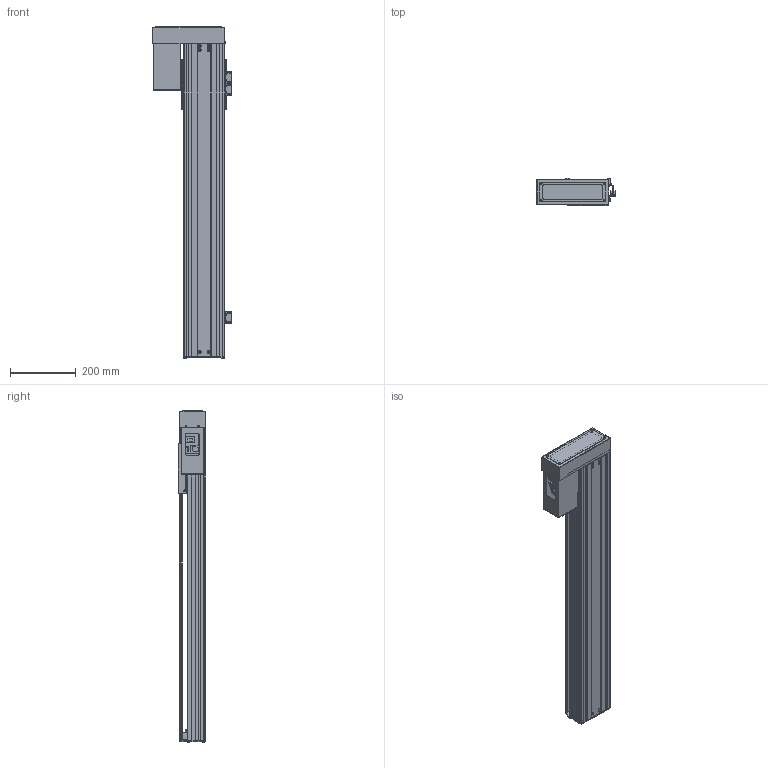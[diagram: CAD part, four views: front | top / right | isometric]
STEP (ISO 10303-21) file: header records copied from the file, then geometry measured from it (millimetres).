
FILE_DESCRIPTION (( 'STEP AP203' ), '1' );
FILE_NAME ('HR120-XX1-PL-700-XX-SR-OF.STEP', '2020-07-30T23:39:50', ( '彌營遵' ), ( '' ), 'SwSTEP 2.0', 'SolidWorks 2013', '' );
FILE_SCHEMA (( 'CONFIG_CONTROL_DESIGN' ));
Length unit declared in the file: millimetre
Products named in the file (31): SNESOR DOG 120; HR120 X,Y BASE P-700_1; 渠蘆 犒餌LM RAIL(SR15W)1; HR120諫撩FRONT PLATE COVER(L)(X,Y); HR奢辨 SENSOR BRK; HR120(譆謙)諫撩15-block_ル遽; 措莫 汗荤HR120(弥辆)肯己15-block1_钎霖; HR120FRONT PLATE(L)(X,Y); EE-SX-674_ル遽; HR120(譆謙)諫撩BH雖雖_ル遽; socket head cap screw_ks_KS 1003 - M4 x 10 x 10-N; HR120MOTOR COVER C(X,Y); socket head cap screw_ks_KS 1003 - M3 x 5 x 5-N; LM RAIL(SR15W); HR120(譆謙)諫撩CARRIER_ル遽; spring lock washer_ks_KS 1324 - M3; HR120MOTOR COVER(X,Y); socket head cap screw_ks_KS 1003 - M3 x 10 x 10-N; HR120(弥辆)肯己cover125(函版馆措率)_钎霖; hg-kr23_; HR120諫撩煽溺唯衛璽(X,Y); SENSOR_1; HRballnut; HR120-XX1-PL-700-XX-SR-OF; pan cross head_ks_KS 1023 PC- M3 x 5-N; SENSOR_2; HRbearing cap; FRONT PLATE ASSY; HR120諫撩煽溺BH(X,Y)_ル遽; HRdamper; HR120(譆謙)諫撩UPPER COVER(P)-700_1
Assembly tree (63 placements, depth 3):
  HR120-XX1-PL-700-XX-SR-OF
    HR120 X,Y BASE P-700_1
    HR120(譆謙)諫撩15-block_ル遽  x2
    HR120(譆謙)諫撩BH雖雖_ル遽
    HR120(譆謙)諫撩CARRIER_ル遽
    HR120(弥辆)肯己cover125(函版馆措率)_钎霖
    HRballnut
    HRbearing cap
    HRdamper  x2
    SNESOR DOG 120
    SENSOR_1  x2
      HR奢辨 SENSOR BRK
      EE-SX-674_ル遽
      socket head cap screw_ks_KS 1003 - M3 x 5 x 5-N
      socket head cap screw_ks_KS 1003 - M3 x 10 x 10-N
    SENSOR_2
      HR奢辨 SENSOR BRK
      EE-SX-674_ル遽
      socket head cap screw_ks_KS 1003 - M3 x 5 x 5-N  x2
      socket head cap screw_ks_KS 1003 - M3 x 10 x 10-N  x2
    HR120諫撩煽溺BH(X,Y)_ル遽
    LM RAIL(SR15W)
    FRONT PLATE ASSY
      HR120諫撩FRONT PLATE COVER(L)(X,Y)
      HR120FRONT PLATE(L)(X,Y)
      HR120MOTOR COVER C(X,Y)
      HR120MOTOR COVER(X,Y)
      HR120諫撩煽溺唯衛璽(X,Y)
      pan cross head_ks_KS 1023 PC- M3 x 5-N  x12
    HR120(譆謙)諫撩UPPER COVER(P)-700_1
    渠蘆 犒餌LM RAIL(SR15W)1
    措莫 汗荤HR120(弥辆)肯己15-block1_钎霖  x2
    pan cross head_ks_KS 1023 PC- M3 x 5-N  x6
    socket head cap screw_ks_KS 1003 - M4 x 10 x 10-N  x4
    spring lock washer_ks_KS 1324 - M3  x2
    hg-kr23_
Bounding box: 242.45 x 83 x 1007.15 mm (x, y, z)
Volume: 4045864.7 mm3; surface area: 1688576.9 mm2
Topology: 65 solids, 65 shells, 3806 faces, 9813 edges, 6203 vertices
Faces by surface type: plane 1927, cylinder 1247, cone 428, torus 168, sphere 36
Entity records: 79579 total; most frequent: CARTESIAN_POINT 15002, DIRECTION 13008, ORIENTED_EDGE 12326, EDGE_CURVE 6163, AXIS2_PLACEMENT_3D 4757, VERTEX_POINT 4047, VECTOR 3494, LINE 3494
